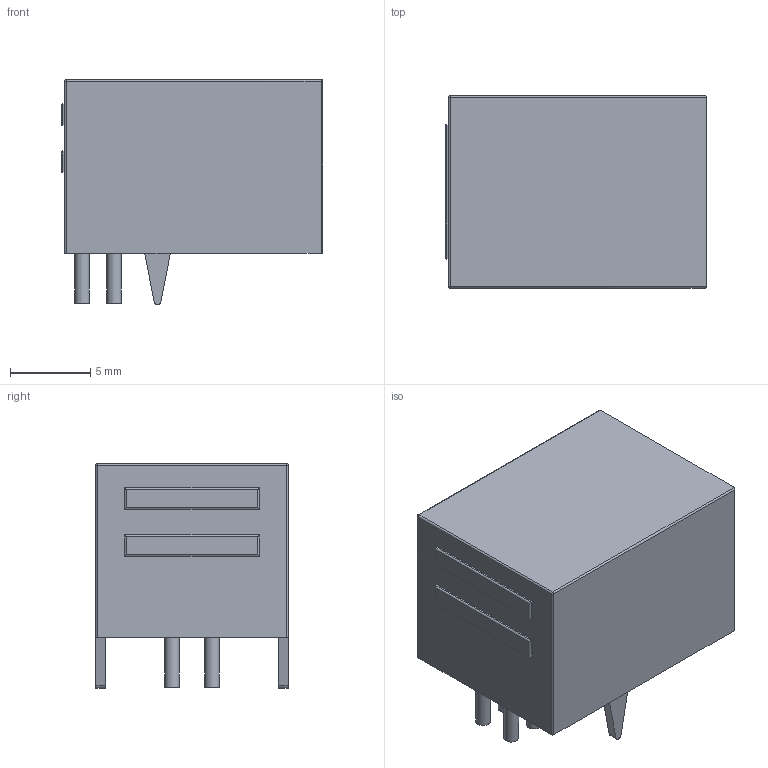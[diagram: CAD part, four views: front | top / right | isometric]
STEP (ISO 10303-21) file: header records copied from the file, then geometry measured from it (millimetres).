
FILE_DESCRIPTION(('FreeCAD Model'),'2;1');
FILE_NAME('Fillet003.step','2019-10-21T20:11:31',( 'kicad StepUp'),('ksu MCAD'),'Open CASCADE STEP processor 7.3', 'FreeCAD','Unknown');
FILE_SCHEMA(('AUTOMOTIVE_DESIGN { 1 0 10303 214 1 1 1 1 }'));
Length unit declared in the file: millimetre
Products named in the file (1): Fillet003
Bounding box: 16.3 x 12 x 14.03 mm (x, y, z)
Volume: 1672 mm3; surface area: 1539.6 mm2
Topology: 1 solids, 1 shells, 107 faces, 239 edges, 144 vertices
Faces by surface type: plane 66, cylinder 39, sphere 2
Full cylindrical faces by diameter (mm): 0.92 x4
Entity records: 3652 total; most frequent: DIRECTION 507, CARTESIAN_POINT 489, ORIENTED_EDGE 474, EDGE_CURVE 237, LINE 183, VECTOR 183, AXIS2_PLACEMENT_3D 162, VERTEX_POINT 144
